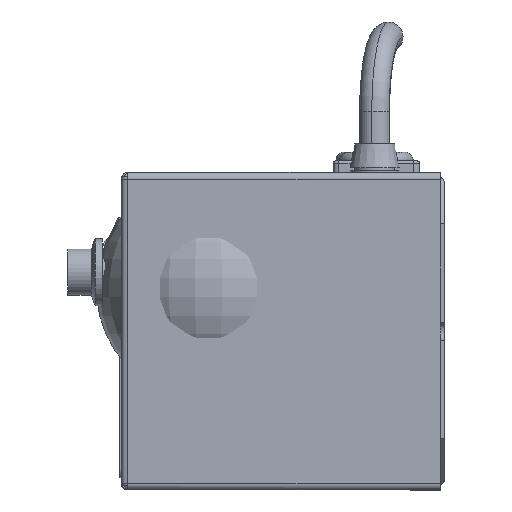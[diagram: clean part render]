
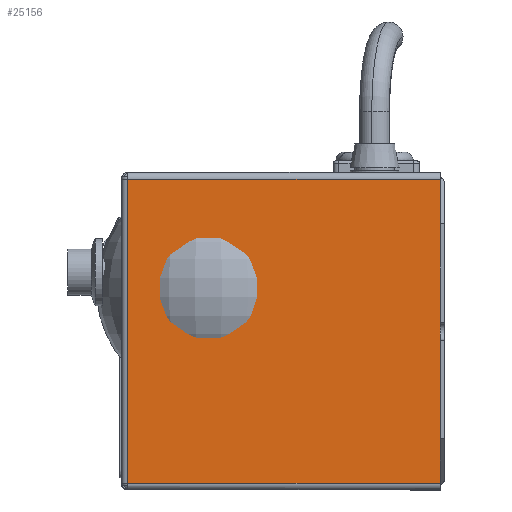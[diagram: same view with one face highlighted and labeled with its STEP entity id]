
A CAD part, left-side view. The second image highlights one B-rep face of the part: STEP entity #25156.
In plain terms, the highlighted planar face has unit normal (-1, 0, 0).
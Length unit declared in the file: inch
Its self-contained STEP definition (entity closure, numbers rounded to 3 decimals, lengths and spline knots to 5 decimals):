
#1231 = CARTESIAN_POINT ( 'NONE',  ( -6., 0.0816, -1.908 ) ) ;
#1538 = EDGE_CURVE ( 'NONE', #53164, #22200, #15152, .T. ) ;
#2646 = ORIENTED_EDGE ( 'NONE', *, *, #14615, .F. ) ;
#3827 = ORIENTED_EDGE ( 'NONE', *, *, #1538, .T. ) ;
#4636 = CIRCLE ( 'NONE', #48771, 0.0004 ) ;
#5462 = VECTOR ( 'NONE', #42871, 39.37008 ) ;
#5640 = LINE ( 'NONE', #40344, #10931 ) ;
#8173 = CARTESIAN_POINT ( 'NONE',  ( -6., 0.0816, -1.9084 ) ) ;
#10931 = VECTOR ( 'NONE', #44022, 39.37008 ) ;
#11144 = ORIENTED_EDGE ( 'NONE', *, *, #44117, .T. ) ;
#12989 = FACE_OUTER_BOUND ( 'NONE', #53885, .T. ) ;
#13917 = CARTESIAN_POINT ( 'NONE',  ( -6., 4., -1.9084 ) ) ;
#14615 = EDGE_CURVE ( 'NONE', #38433, #47391, #5640, .T. ) ;
#15152 = CIRCLE ( 'NONE', #51944, 0.0004 ) ;
#16623 = LINE ( 'NONE', #25618, #20725 ) ;
#17248 = DIRECTION ( 'NONE',  ( -1., 0., 0. ) ) ;
#17653 = ORIENTED_EDGE ( 'NONE', *, *, #23854, .T. ) ;
#17710 = CARTESIAN_POINT ( 'NONE',  ( -6., 0.082, 1.908 ) ) ;
#17876 = CARTESIAN_POINT ( 'NONE',  ( -6., 4., 1.9084 ) ) ;
#20725 = VECTOR ( 'NONE', #37766, 39.37008 ) ;
#20925 = PLANE ( 'NONE',  #28385 ) ;
#21469 = DIRECTION ( 'NONE',  ( -1., 0., 0. ) ) ;
#21928 = ORIENTED_EDGE ( 'NONE', *, *, #45246, .T. ) ;
#22200 = VERTEX_POINT ( 'NONE', #29406 ) ;
#23854 = EDGE_CURVE ( 'NONE', #22200, #47391, #53411, .T. ) ;
#24449 = VERTEX_POINT ( 'NONE', #50382 ) ;
#25156 = ADVANCED_FACE ( 'NONE', ( #12989 ), #20925, .T. ) ;
#25618 = CARTESIAN_POINT ( 'NONE',  ( -6., 0.0816, 1.9084 ) ) ;
#26432 = DIRECTION ( 'NONE',  ( 0., 0., 1. ) ) ;
#26778 = ORIENTED_EDGE ( 'NONE', *, *, #33030, .T. ) ;
#28385 = AXIS2_PLACEMENT_3D ( 'NONE', #38393, #17248, #42889 ) ;
#29406 = CARTESIAN_POINT ( 'NONE',  ( -6., 0.082, 1.9084 ) ) ;
#29913 = LINE ( 'NONE', #8173, #5462 ) ;
#33030 = EDGE_CURVE ( 'NONE', #46983, #53164, #16623, .T. ) ;
#37766 = DIRECTION ( 'NONE',  ( 0., 0., 1. ) ) ;
#38393 = CARTESIAN_POINT ( 'NONE',  ( -6., 0.082, -1.908 ) ) ;
#38433 = VERTEX_POINT ( 'NONE', #13917 ) ;
#40344 = CARTESIAN_POINT ( 'NONE',  ( -6., 4., 1.99 ) ) ;
#42871 = DIRECTION ( 'NONE',  ( 0., -1., 0. ) ) ;
#42889 = DIRECTION ( 'NONE',  ( 0., 0., 1. ) ) ;
#42971 = VECTOR ( 'NONE', #43826, 39.37008 ) ;
#43826 = DIRECTION ( 'NONE',  ( 0., 1., 0. ) ) ;
#44022 = DIRECTION ( 'NONE',  ( 0., 0., 1. ) ) ;
#44117 = EDGE_CURVE ( 'NONE', #38433, #24449, #29913, .T. ) ;
#44473 = DIRECTION ( 'NONE',  ( -1., 0., 0. ) ) ;
#45246 = EDGE_CURVE ( 'NONE', #24449, #46983, #4636, .T. ) ;
#46983 = VERTEX_POINT ( 'NONE', #1231 ) ;
#47391 = VERTEX_POINT ( 'NONE', #17876 ) ;
#47689 = CARTESIAN_POINT ( 'NONE',  ( -6., 0.0816, 1.908 ) ) ;
#47941 = CARTESIAN_POINT ( 'NONE',  ( -6., 0.082, -1.908 ) ) ;
#48771 = AXIS2_PLACEMENT_3D ( 'NONE', #47941, #21469, #52174 ) ;
#50382 = CARTESIAN_POINT ( 'NONE',  ( -6., 0.082, -1.9084 ) ) ;
#51944 = AXIS2_PLACEMENT_3D ( 'NONE', #17710, #44473, #26432 ) ;
#52174 = DIRECTION ( 'NONE',  ( 0., 0., 1. ) ) ;
#52845 = CARTESIAN_POINT ( 'NONE',  ( -6., 4., 1.9084 ) ) ;
#53164 = VERTEX_POINT ( 'NONE', #47689 ) ;
#53411 = LINE ( 'NONE', #52845, #42971 ) ;
#53885 = EDGE_LOOP ( 'NONE', ( #3827, #17653, #2646, #11144, #21928, #26778 ) ) ;
